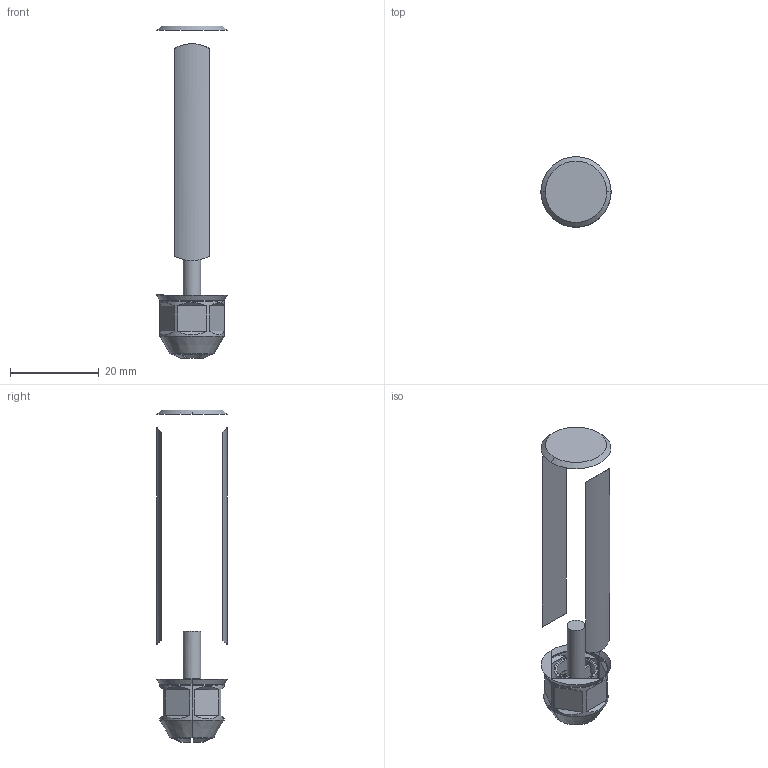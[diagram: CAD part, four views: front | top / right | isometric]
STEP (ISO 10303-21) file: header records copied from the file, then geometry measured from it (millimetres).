
FILE_DESCRIPTION(/* description */ (''),/* implementation_level */ '2;1');
FILE_NAME(/* name */ '1587010093840.stp',/* time_stamp */ '2020-04-16T09:38:42+05:00',/* author */ (''),/* organization */ ('SMS'),/* preprocessor_version */ 'ST-DEVELOPER v16.7',/* originating_system */ 'SIEMENS PLM Software NX 12.0',/* authorisation */ '');
FILE_SCHEMA (('AUTOMOTIVE_DESIGN { 1 0 10303 214 3 1 1 1 }'));
Length unit declared in the file: millimetre
Products named in the file (1): 202195553mod000_00
Bounding box: 15.86 x 15.86 x 75 mm (x, y, z)
Volume: 3681.1 mm3; surface area: 3331.4 mm2
Topology: 1 solids, 4 shells, 126 faces, 360 edges, 242 vertices
Faces by surface type: plane 59, cylinder 28, cone 22, torus 10, bspline 7
Full cylindrical faces by diameter (mm): 4.016 x1, 15.863 x2
Entity records: 7138 total; most frequent: CARTESIAN_POINT 3695, ORIENTED_EDGE 764, DIRECTION 641, EDGE_CURVE 382, VERTEX_POINT 280, AXIS2_PLACEMENT_3D 231, LINE 179, VECTOR 179
